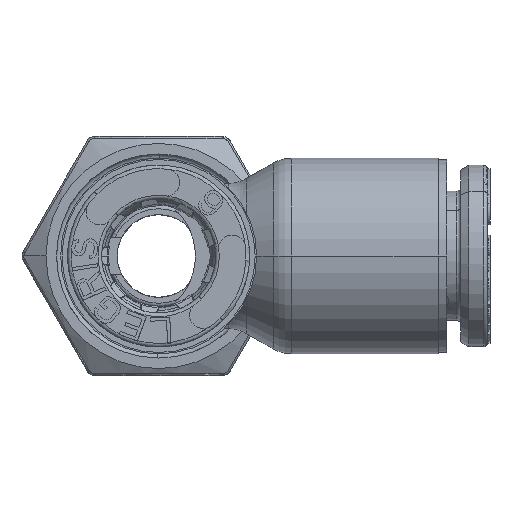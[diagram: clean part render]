
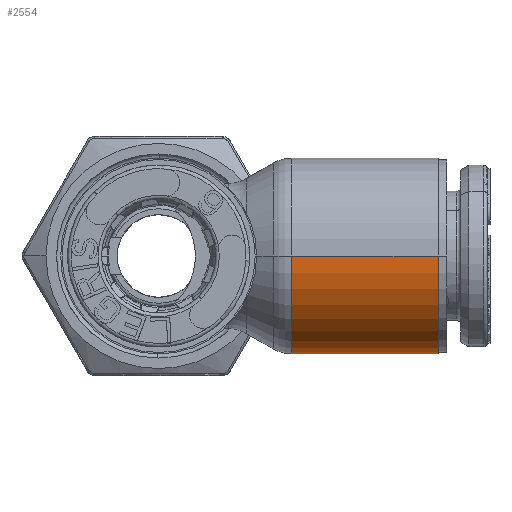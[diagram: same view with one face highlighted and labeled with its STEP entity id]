
A CAD part, left-side view. The second image highlights one B-rep face of the part: STEP entity #2554.
In plain terms, the highlighted cylindrical face has radius 5.325 mm (diameter 10.65 mm), a partial arc.
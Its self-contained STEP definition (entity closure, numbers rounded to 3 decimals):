
#2554=ADVANCED_FACE('',(#6758),#6759,.T.);
#6758=FACE_OUTER_BOUND('',#13409,.T.);
#6759=CYLINDRICAL_SURFACE('',#13410,5.325);
#13409=EDGE_LOOP('',(#25854,#25855,#25856,#25857));
#13410=AXIS2_PLACEMENT_3D('',#25858,#25859,#25860);
#25854=ORIENTED_EDGE('',*,*,#42503,.F.);
#25855=ORIENTED_EDGE('',*,*,#42504,.T.);
#25856=ORIENTED_EDGE('',*,*,#42505,.F.);
#25857=ORIENTED_EDGE('',*,*,#42506,.T.);
#25858=CARTESIAN_POINT('',(0.0,0.76,0.0));
#25859=DIRECTION('',(0.0,1.0,-0.0));
#25860=DIRECTION('',(-1.0,0.0,0.0));
#42503=EDGE_CURVE('',#50443,#50444,#50445,.T.);
#42504=EDGE_CURVE('',#50443,#50446,#50447,.T.);
#42505=EDGE_CURVE('',#50448,#50446,#50449,.T.);
#42506=EDGE_CURVE('',#50448,#50444,#50450,.T.);
#50443=VERTEX_POINT('',#62246);
#50444=VERTEX_POINT('',#62247);
#50445=LINE('',#62248,#62249);
#50446=VERTEX_POINT('',#62250);
#50447=CIRCLE('',#62251,5.325);
#50448=VERTEX_POINT('',#62252);
#50449=LINE('',#62253,#62254);
#50450=CIRCLE('',#62255,5.325);
#62246=CARTESIAN_POINT('',(-5.325,-7.236,0.0));
#62247=CARTESIAN_POINT('',(-5.325,-15.2,0.0));
#62248=CARTESIAN_POINT('',(-5.325,-11.218,0.));
#62249=VECTOR('',#79780,1.0);
#62250=CARTESIAN_POINT('',(5.325,-7.236,0.));
#62251=AXIS2_PLACEMENT_3D('',#79781,#79782,#79783);
#62252=CARTESIAN_POINT('',(5.325,-15.2,0.));
#62253=CARTESIAN_POINT('',(5.325,-11.218,0.));
#62254=VECTOR('',#79784,1.0);
#62255=AXIS2_PLACEMENT_3D('',#79785,#79786,#79787);
#79780=DIRECTION('',(-0.0,-1.0,-0.0));
#79781=CARTESIAN_POINT('',(0.0,-7.236,0.0));
#79782=DIRECTION('',(0.0,-1.0,0.0));
#79783=DIRECTION('',(1.0,0.0,0.0));
#79784=DIRECTION('',(0.0,1.0,-0.0));
#79785=CARTESIAN_POINT('',(0.0,-15.2,0.0));
#79786=DIRECTION('',(-0.0,1.0,0.0));
#79787=DIRECTION('',(1.0,0.0,0.0));
